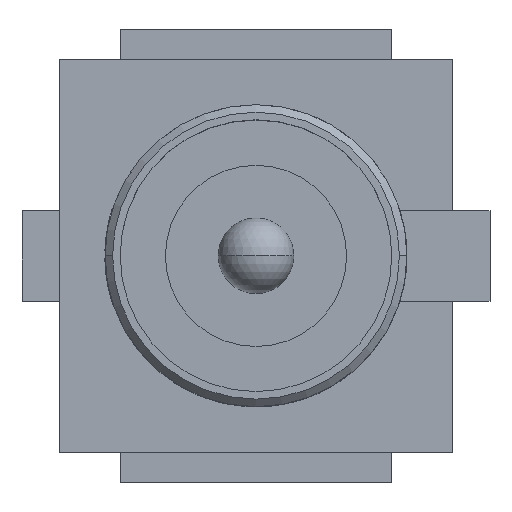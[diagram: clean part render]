
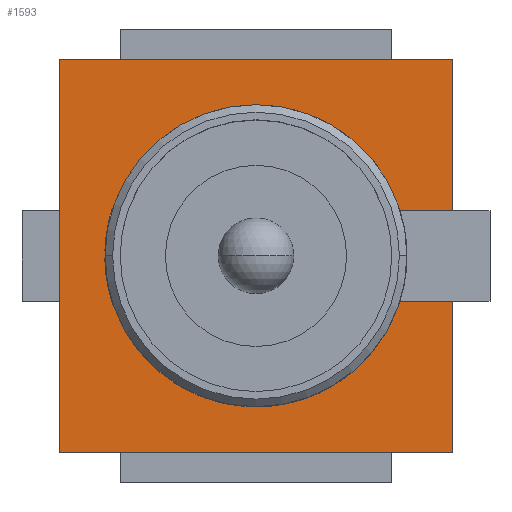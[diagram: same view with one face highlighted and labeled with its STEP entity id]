
A CAD part, top view. The second image highlights one B-rep face of the part: STEP entity #1593.
In plain terms, the highlighted planar face has unit normal (0, 0, 1).
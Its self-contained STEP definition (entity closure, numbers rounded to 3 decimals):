
#327 = VERTEX_POINT('',#328);
#328 = CARTESIAN_POINT('',(-0.24,0.,0.36));
#334 = EDGE_CURVE('',#327,#335,#337,.T.);
#335 = VERTEX_POINT('',#336);
#336 = CARTESIAN_POINT('',(1.714,-0.3,0.36));
#337 = CIRCLE('',#338,1.);
#338 = AXIS2_PLACEMENT_3D('',#339,#340,#341);
#339 = CARTESIAN_POINT('',(0.76,0.,0.36));
#340 = DIRECTION('',(0.,0.,1.));
#341 = DIRECTION('',(-1.,0.,0.));
#1425 = VERTEX_POINT('',#1426);
#1426 = CARTESIAN_POINT('',(-0.54,1.3,0.36));
#1432 = EDGE_CURVE('',#1433,#1425,#1435,.T.);
#1433 = VERTEX_POINT('',#1434);
#1434 = CARTESIAN_POINT('',(2.06,1.3,0.36));
#1435 = LINE('',#1436,#1437);
#1436 = CARTESIAN_POINT('',(2.06,1.3,0.36));
#1437 = VECTOR('',#1438,1.);
#1438 = DIRECTION('',(-1.,0.,0.));
#1454 = EDGE_CURVE('',#1455,#1433,#1457,.T.);
#1455 = VERTEX_POINT('',#1456);
#1456 = CARTESIAN_POINT('',(2.06,0.3,0.36));
#1457 = LINE('',#1458,#1459);
#1458 = CARTESIAN_POINT('',(2.06,-1.3,0.36));
#1459 = VECTOR('',#1460,1.);
#1460 = DIRECTION('',(0.,1.,0.));
#1479 = VERTEX_POINT('',#1480);
#1480 = CARTESIAN_POINT('',(2.06,-0.3,0.36));
#1486 = EDGE_CURVE('',#1487,#1479,#1489,.T.);
#1487 = VERTEX_POINT('',#1488);
#1488 = CARTESIAN_POINT('',(2.06,-1.3,0.36));
#1489 = LINE('',#1490,#1491);
#1490 = CARTESIAN_POINT('',(2.06,-1.3,0.36));
#1491 = VECTOR('',#1492,1.);
#1492 = DIRECTION('',(0.,1.,0.));
#1535 = EDGE_CURVE('',#1536,#1487,#1538,.T.);
#1536 = VERTEX_POINT('',#1537);
#1537 = CARTESIAN_POINT('',(-0.54,-1.3,0.36));
#1538 = LINE('',#1539,#1540);
#1539 = CARTESIAN_POINT('',(2.06,-1.3,0.36));
#1540 = VECTOR('',#1541,1.);
#1541 = DIRECTION('',(1.,0.,-0.));
#1575 = EDGE_CURVE('',#1425,#1536,#1576,.T.);
#1576 = LINE('',#1577,#1578);
#1577 = CARTESIAN_POINT('',(-0.54,-1.3,0.36));
#1578 = VECTOR('',#1579,1.);
#1579 = DIRECTION('',(0.,-1.,0.));
#1593 = ADVANCED_FACE('',(#1594),#1623,.T.);
#1594 = FACE_BOUND('',#1595,.T.);
#1595 = EDGE_LOOP('',(#1596,#1604,#1605,#1606,#1607,#1608,#1609,#1615,
    #1616));
#1596 = ORIENTED_EDGE('',*,*,#1597,.F.);
#1597 = EDGE_CURVE('',#1455,#1598,#1600,.T.);
#1598 = VERTEX_POINT('',#1599);
#1599 = CARTESIAN_POINT('',(1.714,0.3,0.36));
#1600 = LINE('',#1601,#1602);
#1601 = CARTESIAN_POINT('',(0.76,0.3,0.36));
#1602 = VECTOR('',#1603,1.);
#1603 = DIRECTION('',(-1.,0.,0.));
#1604 = ORIENTED_EDGE('',*,*,#1454,.T.);
#1605 = ORIENTED_EDGE('',*,*,#1432,.T.);
#1606 = ORIENTED_EDGE('',*,*,#1575,.T.);
#1607 = ORIENTED_EDGE('',*,*,#1535,.T.);
#1608 = ORIENTED_EDGE('',*,*,#1486,.T.);
#1609 = ORIENTED_EDGE('',*,*,#1610,.F.);
#1610 = EDGE_CURVE('',#335,#1479,#1611,.T.);
#1611 = LINE('',#1612,#1613);
#1612 = CARTESIAN_POINT('',(0.76,-0.3,0.36));
#1613 = VECTOR('',#1614,1.);
#1614 = DIRECTION('',(1.,0.,0.));
#1615 = ORIENTED_EDGE('',*,*,#334,.F.);
#1616 = ORIENTED_EDGE('',*,*,#1617,.F.);
#1617 = EDGE_CURVE('',#1598,#327,#1618,.T.);
#1618 = CIRCLE('',#1619,1.);
#1619 = AXIS2_PLACEMENT_3D('',#1620,#1621,#1622);
#1620 = CARTESIAN_POINT('',(0.76,0.,0.36));
#1621 = DIRECTION('',(0.,0.,1.));
#1622 = DIRECTION('',(-1.,0.,0.));
#1623 = PLANE('',#1624);
#1624 = AXIS2_PLACEMENT_3D('',#1625,#1626,#1627);
#1625 = CARTESIAN_POINT('',(0.76,0.,0.36));
#1626 = DIRECTION('',(0.,0.,1.));
#1627 = DIRECTION('',(-1.,0.,0.));
